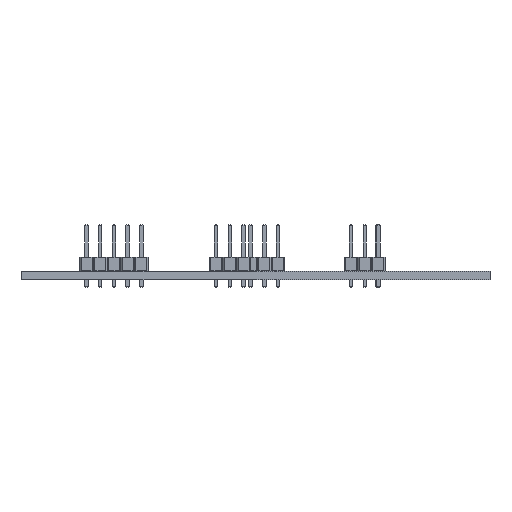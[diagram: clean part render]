
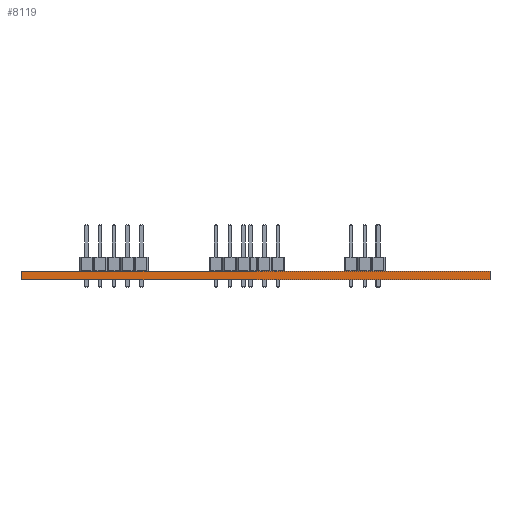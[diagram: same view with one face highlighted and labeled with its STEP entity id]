
A CAD part, left-side view. The second image highlights one B-rep face of the part: STEP entity #8119.
In plain terms, the highlighted planar face has unit normal (-1, 0, 0).
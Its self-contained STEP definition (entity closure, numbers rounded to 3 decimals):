
#8063 = VERTEX_POINT('',#8064);
#8064 = CARTESIAN_POINT('',(40.5,-131.7,1.51));
#8070 = EDGE_CURVE('',#8071,#8063,#8073,.T.);
#8071 = VERTEX_POINT('',#8072);
#8072 = CARTESIAN_POINT('',(40.5,-131.7,0.));
#8073 = LINE('',#8074,#8075);
#8074 = CARTESIAN_POINT('',(40.5,-131.7,0.));
#8075 = VECTOR('',#8076,1.);
#8076 = DIRECTION('',(0.,0.,1.));
#8119 = ADVANCED_FACE('',(#8120),#8145,.T.);
#8120 = FACE_BOUND('',#8121,.T.);
#8121 = EDGE_LOOP('',(#8122,#8123,#8131,#8139));
#8122 = ORIENTED_EDGE('',*,*,#8070,.T.);
#8123 = ORIENTED_EDGE('',*,*,#8124,.T.);
#8124 = EDGE_CURVE('',#8063,#8125,#8127,.T.);
#8125 = VERTEX_POINT('',#8126);
#8126 = CARTESIAN_POINT('',(40.5,-45.,1.51));
#8127 = LINE('',#8128,#8129);
#8128 = CARTESIAN_POINT('',(40.5,-131.7,1.51));
#8129 = VECTOR('',#8130,1.);
#8130 = DIRECTION('',(0.,1.,0.));
#8131 = ORIENTED_EDGE('',*,*,#8132,.F.);
#8132 = EDGE_CURVE('',#8133,#8125,#8135,.T.);
#8133 = VERTEX_POINT('',#8134);
#8134 = CARTESIAN_POINT('',(40.5,-45.,0.));
#8135 = LINE('',#8136,#8137);
#8136 = CARTESIAN_POINT('',(40.5,-45.,0.));
#8137 = VECTOR('',#8138,1.);
#8138 = DIRECTION('',(0.,0.,1.));
#8139 = ORIENTED_EDGE('',*,*,#8140,.F.);
#8140 = EDGE_CURVE('',#8071,#8133,#8141,.T.);
#8141 = LINE('',#8142,#8143);
#8142 = CARTESIAN_POINT('',(40.5,-131.7,0.));
#8143 = VECTOR('',#8144,1.);
#8144 = DIRECTION('',(0.,1.,0.));
#8145 = PLANE('',#8146);
#8146 = AXIS2_PLACEMENT_3D('',#8147,#8148,#8149);
#8147 = CARTESIAN_POINT('',(40.5,-131.7,0.));
#8148 = DIRECTION('',(-1.,0.,0.));
#8149 = DIRECTION('',(0.,1.,0.));
